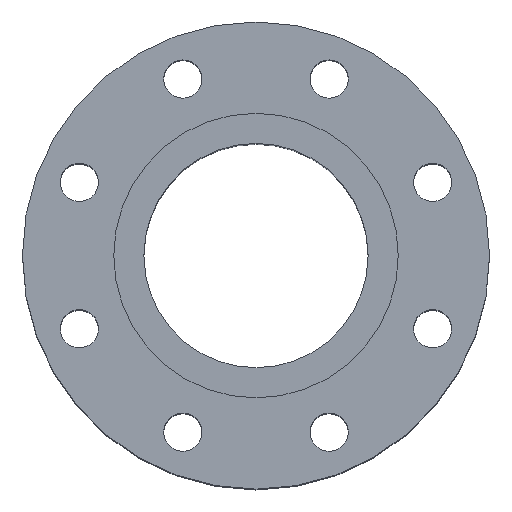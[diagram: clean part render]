
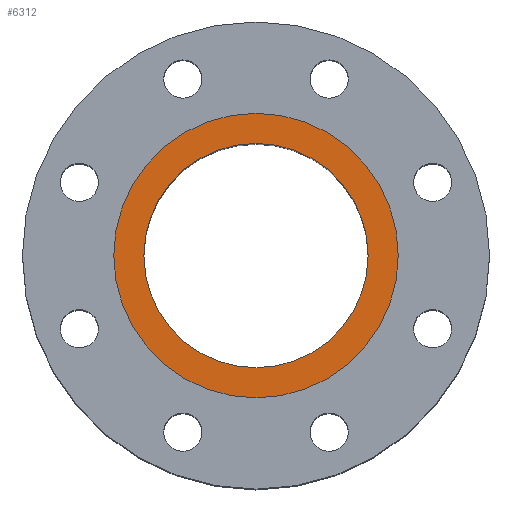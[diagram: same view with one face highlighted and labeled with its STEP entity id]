
A CAD part, top view. The second image highlights one B-rep face of the part: STEP entity #6312.
In plain terms, the highlighted planar face has unit normal (0, 0, 1).
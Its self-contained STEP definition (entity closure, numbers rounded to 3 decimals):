
#122 = DIRECTION ( 'NONE',  ( 0., 0., 1. ) ) ;
#271 = CARTESIAN_POINT ( 'NONE',  ( 0., 0., 0. ) ) ;
#1770 = EDGE_CURVE ( 'NONE', #25595, #13333, #4584, .T. ) ;
#2592 = AXIS2_PLACEMENT_3D ( 'NONE', #9860, #27747, #16744 ) ;
#2870 = CARTESIAN_POINT ( 'NONE',  ( 0., 0., 0. ) ) ;
#4275 = VERTEX_POINT ( 'NONE', #15690 ) ;
#4584 = CIRCLE ( 'NONE', #8339, 67. ) ;
#4889 = CIRCLE ( 'NONE', #27405, 67. ) ;
#4918 = ORIENTED_EDGE ( 'NONE', *, *, #5622, .F. ) ;
#5025 = EDGE_LOOP ( 'NONE', ( #8908, #4918 ) ) ;
#5078 = DIRECTION ( 'NONE',  ( 0., 0., 1. ) ) ;
#5122 = ORIENTED_EDGE ( 'NONE', *, *, #13087, .T. ) ;
#5622 = EDGE_CURVE ( 'NONE', #19930, #4275, #21763, .T. ) ;
#6312 = ADVANCED_FACE ( 'NONE', ( #6933, #15596 ), #22638, .F. ) ;
#6541 = DIRECTION ( 'NONE',  ( 1., 0., 0. ) ) ;
#6933 = FACE_BOUND ( 'NONE', #5025, .T. ) ;
#8339 = AXIS2_PLACEMENT_3D ( 'NONE', #271, #122, #23162 ) ;
#8908 = ORIENTED_EDGE ( 'NONE', *, *, #27706, .F. ) ;
#9339 = CARTESIAN_POINT ( 'NONE',  ( 0., 0., 0. ) ) ;
#9860 = CARTESIAN_POINT ( 'NONE',  ( 0., 0., 0. ) ) ;
#10539 = AXIS2_PLACEMENT_3D ( 'NONE', #2870, #5078, #20352 ) ;
#11019 = ORIENTED_EDGE ( 'NONE', *, *, #1770, .T. ) ;
#11349 = DIRECTION ( 'NONE',  ( 0., 0., -1. ) ) ;
#12796 = CARTESIAN_POINT ( 'NONE',  ( -52.8, 0., 0. ) ) ;
#13087 = EDGE_CURVE ( 'NONE', #13333, #25595, #4889, .T. ) ;
#13333 = VERTEX_POINT ( 'NONE', #22366 ) ;
#15255 = CIRCLE ( 'NONE', #2592, 52.8 ) ;
#15596 = FACE_OUTER_BOUND ( 'NONE', #22527, .T. ) ;
#15690 = CARTESIAN_POINT ( 'NONE',  ( 52.8, 0., 0. ) ) ;
#16744 = DIRECTION ( 'NONE',  ( 1., 0., 0. ) ) ;
#17988 = DIRECTION ( 'NONE',  ( 0., 0., 1. ) ) ;
#19930 = VERTEX_POINT ( 'NONE', #12796 ) ;
#20147 = DIRECTION ( 'NONE',  ( -1., 0., 0. ) ) ;
#20352 = DIRECTION ( 'NONE',  ( 1., 0., 0. ) ) ;
#21763 = CIRCLE ( 'NONE', #10539, 52.8 ) ;
#22366 = CARTESIAN_POINT ( 'NONE',  ( 67., 0., 0. ) ) ;
#22372 = CARTESIAN_POINT ( 'NONE',  ( -67., 0., 0. ) ) ;
#22527 = EDGE_LOOP ( 'NONE', ( #5122, #11019 ) ) ;
#22638 = PLANE ( 'NONE',  #24131 ) ;
#23162 = DIRECTION ( 'NONE',  ( 1., 0., 0. ) ) ;
#24131 = AXIS2_PLACEMENT_3D ( 'NONE', #26604, #11349, #20147 ) ;
#25595 = VERTEX_POINT ( 'NONE', #22372 ) ;
#26604 = CARTESIAN_POINT ( 'NONE',  ( 0., 67., 0. ) ) ;
#27405 = AXIS2_PLACEMENT_3D ( 'NONE', #9339, #17988, #6541 ) ;
#27706 = EDGE_CURVE ( 'NONE', #4275, #19930, #15255, .T. ) ;
#27747 = DIRECTION ( 'NONE',  ( 0., 0., 1. ) ) ;
